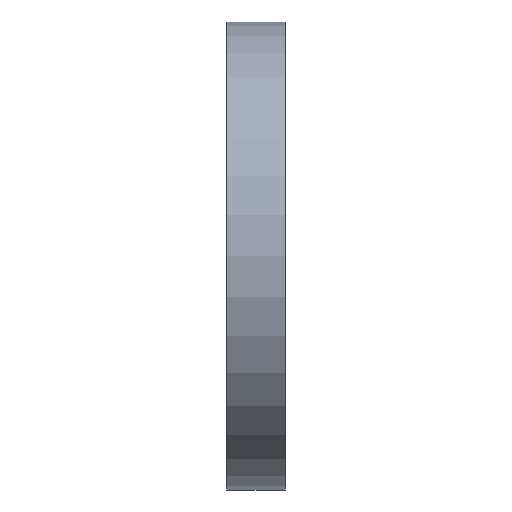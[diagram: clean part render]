
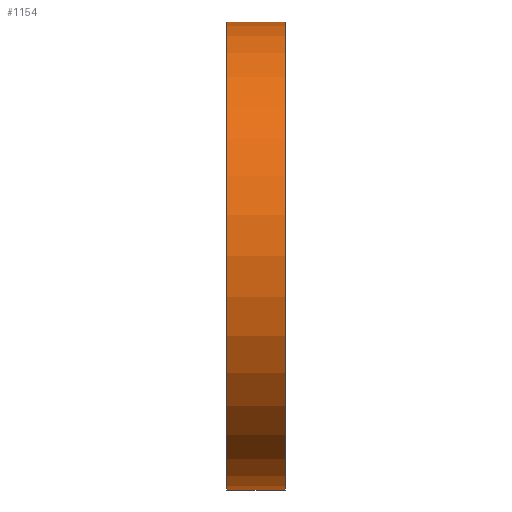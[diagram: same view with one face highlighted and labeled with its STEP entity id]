
A CAD part, left-side view. The second image highlights one B-rep face of the part: STEP entity #1154.
In plain terms, the highlighted cylindrical face has radius 38.1 mm (diameter 76.2 mm), a partial arc.
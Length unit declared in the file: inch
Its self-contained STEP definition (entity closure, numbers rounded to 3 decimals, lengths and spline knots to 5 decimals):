
#318 = CARTESIAN_POINT ( 'NONE',  ( -0.05006, 0., 1.5 ) ) ;
#1154 = ADVANCED_FACE ( 'NONE', ( #10222 ), #9772, .T. ) ;
#1536 = CARTESIAN_POINT ( 'NONE',  ( -0.05006, 0.375, -1.5 ) ) ;
#1949 = DIRECTION ( 'NONE',  ( 0., 1., 0. ) ) ;
#2161 = DIRECTION ( 'NONE',  ( 0., 1., 0. ) ) ;
#3505 = VECTOR ( 'NONE', #8196, 39.37008 ) ;
#4042 = CARTESIAN_POINT ( 'NONE',  ( -0.05006, 0.375, 1.5 ) ) ;
#4530 = EDGE_CURVE ( 'NONE', #16128, #13231, #8752, .T. ) ;
#5443 = CARTESIAN_POINT ( 'NONE',  ( -0.05006, 0.375, 1.5 ) ) ;
#5519 = DIRECTION ( 'NONE',  ( 0., 0., -1. ) ) ;
#7117 = ORIENTED_EDGE ( 'NONE', *, *, #4530, .F. ) ;
#7193 = ORIENTED_EDGE ( 'NONE', *, *, #15693, .F. ) ;
#7326 = AXIS2_PLACEMENT_3D ( 'NONE', #10331, #2161, #11741 ) ;
#7362 = ORIENTED_EDGE ( 'NONE', *, *, #9440, .T. ) ;
#7965 = CIRCLE ( 'NONE', #7326, 1.5 ) ;
#8014 = ORIENTED_EDGE ( 'NONE', *, *, #9088, .T. ) ;
#8076 = CARTESIAN_POINT ( 'NONE',  ( -0.05006, 0.375, -1.5 ) ) ;
#8196 = DIRECTION ( 'NONE',  ( 0., -1., 0. ) ) ;
#8368 = CARTESIAN_POINT ( 'NONE',  ( -0.05006, 0., -1.5 ) ) ;
#8752 = CIRCLE ( 'NONE', #17172, 1.5 ) ;
#9088 = EDGE_CURVE ( 'NONE', #16227, #13403, #7965, .T. ) ;
#9232 = VECTOR ( 'NONE', #16715, 39.37008 ) ;
#9440 = EDGE_CURVE ( 'NONE', #16128, #16227, #9670, .T. ) ;
#9670 = LINE ( 'NONE', #1536, #9232 ) ;
#9772 = CYLINDRICAL_SURFACE ( 'NONE', #16867, 1.5 ) ;
#10124 = CARTESIAN_POINT ( 'NONE',  ( -0.05006, 0.375, 0. ) ) ;
#10222 = FACE_OUTER_BOUND ( 'NONE', #12152, .T. ) ;
#10331 = CARTESIAN_POINT ( 'NONE',  ( -0.05006, 0., 0. ) ) ;
#10754 = LINE ( 'NONE', #5443, #3505 ) ;
#11525 = DIRECTION ( 'NONE',  ( 0., 0., 1. ) ) ;
#11741 = DIRECTION ( 'NONE',  ( 0., 0., 1. ) ) ;
#12152 = EDGE_LOOP ( 'NONE', ( #8014, #7193, #7117, #7362 ) ) ;
#12366 = DIRECTION ( 'NONE',  ( 0., -1., 0. ) ) ;
#13231 = VERTEX_POINT ( 'NONE', #4042 ) ;
#13403 = VERTEX_POINT ( 'NONE', #318 ) ;
#13753 = CARTESIAN_POINT ( 'NONE',  ( -0.05006, 0.375, 0. ) ) ;
#15693 = EDGE_CURVE ( 'NONE', #13231, #13403, #10754, .T. ) ;
#16128 = VERTEX_POINT ( 'NONE', #8076 ) ;
#16227 = VERTEX_POINT ( 'NONE', #8368 ) ;
#16715 = DIRECTION ( 'NONE',  ( 0., -1., 0. ) ) ;
#16867 = AXIS2_PLACEMENT_3D ( 'NONE', #13753, #12366, #5519 ) ;
#17172 = AXIS2_PLACEMENT_3D ( 'NONE', #10124, #1949, #11525 ) ;
